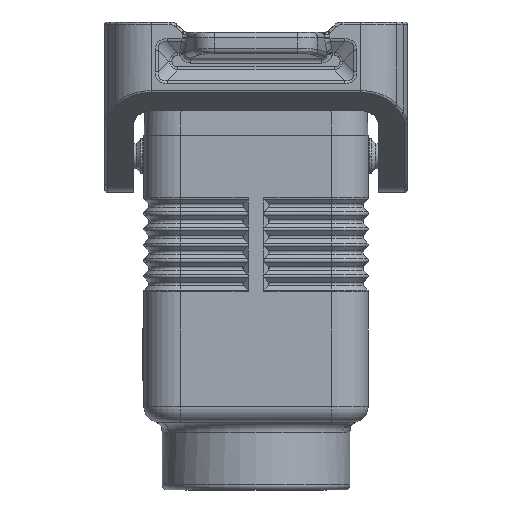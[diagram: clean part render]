
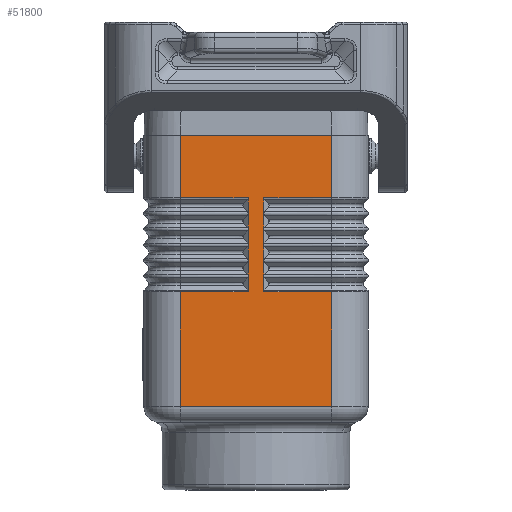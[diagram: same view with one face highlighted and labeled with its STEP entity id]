
A CAD part, left-side view. The second image highlights one B-rep face of the part: STEP entity #51800.
In plain terms, the highlighted planar face has unit normal (-1, 0, 0).
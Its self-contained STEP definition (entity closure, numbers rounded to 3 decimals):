
#7240=CARTESIAN_POINT('',(-60.,14.5,0.));
#7250=VERTEX_POINT('',#7240);
#7300=CARTESIAN_POINT('',(-60.,0.,0.));
#7310=DIRECTION('',(0.,-1.,0.));
#7320=VECTOR('',#7310,1.);
#7330=LINE('',#7300,#7320);
#7340=CARTESIAN_POINT('',(-60.,-14.5,0.));
#7350=VERTEX_POINT('',#7340);
#7360=EDGE_CURVE('',#7250,#7350,#7330,.T.);
#13400=CARTESIAN_POINT('',(-60.,-14.5,12.));
#13410=VERTEX_POINT('',#13400);
#14850=CARTESIAN_POINT('',(-60.,-1.5,18.));
#14860=VERTEX_POINT('',#14850);
#26700=CARTESIAN_POINT('',(-60.,-1.5,27.));
#26710=VERTEX_POINT('',#26700);
#27420=CARTESIAN_POINT('',(-60.,-14.5,52.));
#27430=VERTEX_POINT('',#27420);
#27460=CARTESIAN_POINT('',(-60.,14.5,52.));
#27470=DIRECTION('',(0.,-1.,0.));
#27480=VECTOR('',#27470,1.);
#27490=LINE('',#27460,#27480);
#27500=CARTESIAN_POINT('',(-60.,14.5,52.));
#27510=VERTEX_POINT('',#27500);
#27520=EDGE_CURVE('',#27510,#27430,#27490,.T.);
#30050=CARTESIAN_POINT('',(-60.,-1.5,24.));
#30060=VERTEX_POINT('',#30050);
#30390=CARTESIAN_POINT('',(-60.,-1.5,15.));
#30400=VERTEX_POINT('',#30390);
#30650=CARTESIAN_POINT('',(-60.,-1.5,12.));
#30660=VERTEX_POINT('',#30650);
#30690=CARTESIAN_POINT('',(-60.,-1.5,0.));
#30700=DIRECTION('',(0.,0.,1.));
#30710=VECTOR('',#30700,1.);
#30720=LINE('',#30690,#30710);
#30730=EDGE_CURVE('',#30660,#30400,#30720,.T.);
#36860=CARTESIAN_POINT('',(-60.,-14.5,30.));
#36870=VERTEX_POINT('',#36860);
#36900=CARTESIAN_POINT('',(-60.,-14.5,0.));
#36910=DIRECTION('',(0.,0.,1.));
#36920=VECTOR('',#36910,1.);
#36930=LINE('',#36900,#36920);
#36940=EDGE_CURVE('',#36870,#27430,#36930,.T.);
#40180=EDGE_CURVE('',#30400,#14860,#30720,.T.);
#45860=CARTESIAN_POINT('',(-60.,0.,12.));
#45870=DIRECTION('',(0.,1.,0.));
#45880=VECTOR('',#45870,1.);
#45890=LINE('',#45860,#45880);
#45900=EDGE_CURVE('',#13410,#30660,#45890,.T.);
#46730=CARTESIAN_POINT('',(-60.,-1.5,30.));
#46740=VERTEX_POINT('',#46730);
#46770=CARTESIAN_POINT('',(-60.,-1.5,30.));
#46780=DIRECTION('',(0.,-1.,0.));
#46790=VECTOR('',#46780,1.);
#46800=LINE('',#46770,#46790);
#46810=EDGE_CURVE('',#46740,#36870,#46800,.T.);
#47020=EDGE_CURVE('',#7350,#13410,#36930,.T.);
#51010=CARTESIAN_POINT('',(-60.,0.,55.));
#51020=DIRECTION('',(-1.,0.,0.));
#51030=DIRECTION('',(0.,0.,1.));
#51040=AXIS2_PLACEMENT_3D('',#51010,#51020,#51030);
#51050=PLANE('',#51040);
#51060=CARTESIAN_POINT('',(-60.,14.5,0.));
#51070=DIRECTION('',(0.,0.,1.));
#51080=VECTOR('',#51070,1.);
#51090=LINE('',#51060,#51080);
#51100=CARTESIAN_POINT('',(-60.,14.5,12.));
#51110=VERTEX_POINT('',#51100);
#51120=EDGE_CURVE('',#7250,#51110,#51090,.T.);
#51130=ORIENTED_EDGE('',*,*,#51120,.F.);
#51140=CARTESIAN_POINT('',(-60.,0.,12.));
#51150=DIRECTION('',(0.,-1.,0.));
#51160=VECTOR('',#51150,1.);
#51170=LINE('',#51140,#51160);
#51180=CARTESIAN_POINT('',(-60.,1.5,12.));
#51190=VERTEX_POINT('',#51180);
#51200=EDGE_CURVE('',#51110,#51190,#51170,.T.);
#51210=ORIENTED_EDGE('',*,*,#51200,.F.);
#51220=CARTESIAN_POINT('',(-60.,1.5,0.));
#51230=DIRECTION('',(0.,0.,1.));
#51240=VECTOR('',#51230,1.);
#51250=LINE('',#51220,#51240);
#51260=CARTESIAN_POINT('',(-60.,1.5,15.));
#51270=VERTEX_POINT('',#51260);
#51280=EDGE_CURVE('',#51190,#51270,#51250,.T.);
#51290=ORIENTED_EDGE('',*,*,#51280,.F.);
#51300=CARTESIAN_POINT('',(-60.,1.5,18.));
#51310=VERTEX_POINT('',#51300);
#51320=EDGE_CURVE('',#51270,#51310,#51250,.T.);
#51330=ORIENTED_EDGE('',*,*,#51320,.F.);
#51340=CARTESIAN_POINT('',(-60.,1.5,21.));
#51350=VERTEX_POINT('',#51340);
#51360=EDGE_CURVE('',#51310,#51350,#51250,.T.);
#51370=ORIENTED_EDGE('',*,*,#51360,.F.);
#51380=CARTESIAN_POINT('',(-60.,1.5,24.));
#51390=VERTEX_POINT('',#51380);
#51400=EDGE_CURVE('',#51350,#51390,#51250,.T.);
#51410=ORIENTED_EDGE('',*,*,#51400,.F.);
#51420=CARTESIAN_POINT('',(-60.,1.5,27.));
#51430=VERTEX_POINT('',#51420);
#51440=EDGE_CURVE('',#51390,#51430,#51250,.T.);
#51450=ORIENTED_EDGE('',*,*,#51440,.F.);
#51460=CARTESIAN_POINT('',(-60.,1.5,30.));
#51470=VERTEX_POINT('',#51460);
#51480=EDGE_CURVE('',#51430,#51470,#51250,.T.);
#51490=ORIENTED_EDGE('',*,*,#51480,.F.);
#51500=CARTESIAN_POINT('',(-60.,1.5,30.));
#51510=DIRECTION('',(0.,1.,0.));
#51520=VECTOR('',#51510,1.);
#51530=LINE('',#51500,#51520);
#51540=CARTESIAN_POINT('',(-60.,14.5,30.));
#51550=VERTEX_POINT('',#51540);
#51560=EDGE_CURVE('',#51470,#51550,#51530,.T.);
#51570=ORIENTED_EDGE('',*,*,#51560,.F.);
#51580=EDGE_CURVE('',#51550,#27510,#51090,.T.);
#51590=ORIENTED_EDGE('',*,*,#51580,.F.);
#51600=ORIENTED_EDGE('',*,*,#27520,.F.);
#51610=ORIENTED_EDGE('',*,*,#36940,.T.);
#51620=ORIENTED_EDGE('',*,*,#46810,.T.);
#51630=EDGE_CURVE('',#26710,#46740,#30720,.T.);
#51640=ORIENTED_EDGE('',*,*,#51630,.T.);
#51650=EDGE_CURVE('',#30060,#26710,#30720,.T.);
#51660=ORIENTED_EDGE('',*,*,#51650,.T.);
#51670=CARTESIAN_POINT('',(-60.,-1.5,21.));
#51680=VERTEX_POINT('',#51670);
#51690=EDGE_CURVE('',#51680,#30060,#30720,.T.);
#51700=ORIENTED_EDGE('',*,*,#51690,.T.);
#51710=EDGE_CURVE('',#14860,#51680,#30720,.T.);
#51720=ORIENTED_EDGE('',*,*,#51710,.T.);
#51730=ORIENTED_EDGE('',*,*,#40180,.T.);
#51740=ORIENTED_EDGE('',*,*,#30730,.T.);
#51750=ORIENTED_EDGE('',*,*,#45900,.T.);
#51760=ORIENTED_EDGE('',*,*,#47020,.T.);
#51770=ORIENTED_EDGE('',*,*,#7360,.T.);
#51780=EDGE_LOOP('',(#51770,#51760,#51750,#51740,#51730,#51720,#51700,
#51660,#51640,#51620,#51610,#51600,#51590,#51570,#51490,#51450,#51410,
#51370,#51330,#51290,#51210,#51130));
#51790=FACE_OUTER_BOUND('',#51780,.T.);
#51800=ADVANCED_FACE('',(#51790),#51050,.T.);
